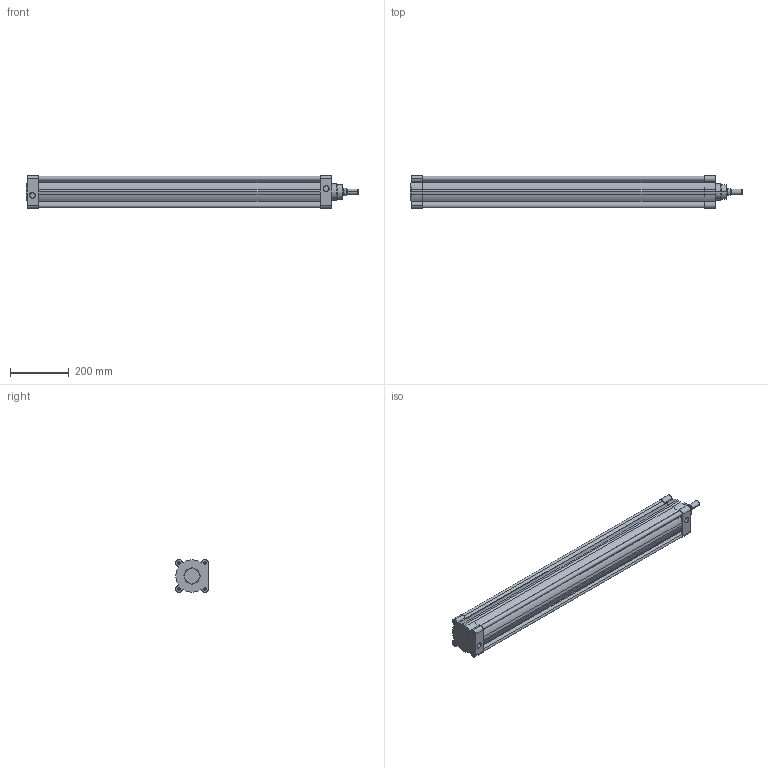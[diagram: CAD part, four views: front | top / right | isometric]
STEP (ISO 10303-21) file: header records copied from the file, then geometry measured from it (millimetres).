
FILE_DESCRIPTION (( 'STEP AP214' ), '1' );
FILE_NAME ('PNC 100-900 CYLINDER.STEP', '2010-08-03T12:08:41', ( '' ), ( '' ), 'SwSTEP 2.0', 'SolidWorks 2010', '' );
FILE_SCHEMA (( 'AUTOMOTIVE_DESIGN' ));
Length unit declared in the file: millimetre
Products named in the file (5): 100; 100 On kapak; 100 M尳; PNC  100-900   CYLINDER; 100 arka kapak 驆el
Assembly tree (4 placements, depth 2):
  PNC  100-900   CYLINDER
    100 M尳
    100 On kapak
    100
    100 arka kapak 驆el
Bounding box: 1133 x 112 x 112 mm (x, y, z)
Volume: 3668043.8 mm3; surface area: 1090476.7 mm2
Topology: 4 solids, 4 shells, 224 faces, 548 edges, 352 vertices
Faces by surface type: cylinder 120, plane 64, cone 30, torus 10
Entity records: 7170 total; most frequent: DIRECTION 1280, CARTESIAN_POINT 1203, ORIENTED_EDGE 1096, EDGE_CURVE 548, AXIS2_PLACEMENT_3D 517, VERTEX_POINT 352, CIRCLE 286, EDGE_LOOP 256
